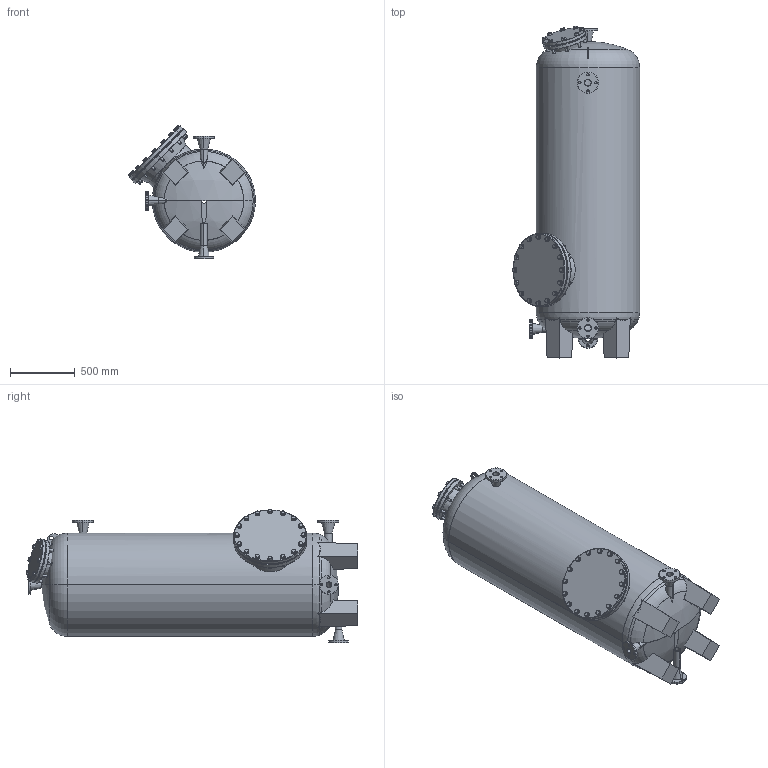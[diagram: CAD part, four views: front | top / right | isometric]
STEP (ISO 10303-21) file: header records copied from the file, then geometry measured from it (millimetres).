
FILE_DESCRIPTION (( 'STEP AP214' ), '1' );
FILE_NAME ('ind_atlantic_80_sb1500.STEP', '2020-12-03T11:26:31', ( '' ), ( '' ), 'SwSTEP 2.0', 'SolidWorks 2019', '' );
FILE_SCHEMA (( 'AUTOMOTIVE_DESIGN' ));
Length unit declared in the file: millimetre
Products named in the file (1): ind_atlantic_80_sb1500
Bounding box: 984.56 x 2569.86 x 1034.56 mm (x, y, z)
Volume: 54965535.9 mm3; surface area: 16015458.3 mm2
Topology: 65 solids, 65 shells, 1005 faces, 2260 edges, 1411 vertices
Faces by surface type: cylinder 355, plane 339, cone 232, torus 55, bspline 16, sphere 8
Entity records: 44949 total; most frequent: CARTESIAN_POINT 10218, DIRECTION 4976, ORIENTED_EDGE 4520, EDGE_CURVE 2260, AXIS2_PLACEMENT_3D 2101, VERTEX_POINT 1411, EDGE_LOOP 1257, CIRCLE 1111
